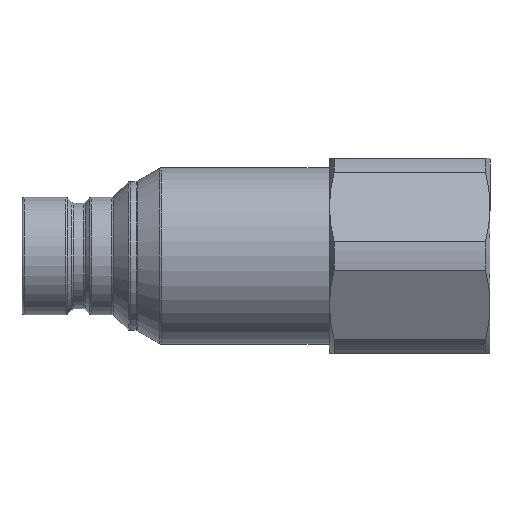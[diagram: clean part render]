
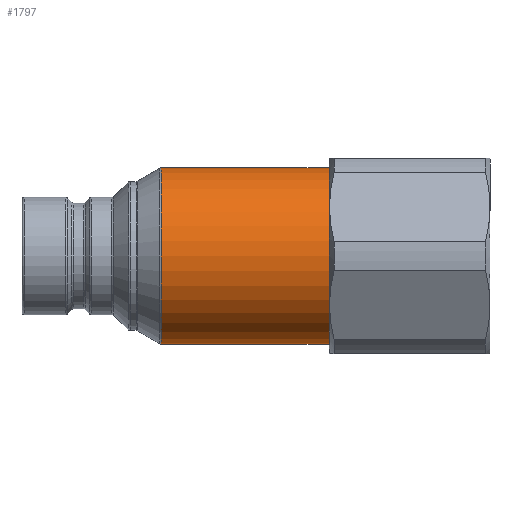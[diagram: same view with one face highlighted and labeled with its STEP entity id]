
A CAD part, front view. The second image highlights one B-rep face of the part: STEP entity #1797.
In plain terms, the highlighted cylindrical face has radius 22.5 mm (diameter 45 mm), a partial arc.
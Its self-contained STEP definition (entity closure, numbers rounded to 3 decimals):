
#24 = CARTESIAN_POINT ( 'NONE',  ( 35.583, 0., 0. ) ) ;
#36 = CARTESIAN_POINT ( 'NONE',  ( 78.45, 0., -22.5 ) ) ;
#102 = DIRECTION ( 'NONE',  ( 1., 0., 0. ) ) ;
#208 = CARTESIAN_POINT ( 'NONE',  ( 35.583, 0., 22.5 ) ) ;
#283 = CARTESIAN_POINT ( 'NONE',  ( 78.45, 0., 22.5 ) ) ;
#284 = CARTESIAN_POINT ( 'NONE',  ( 35.583, 0., -22.5 ) ) ;
#335 = DIRECTION ( 'NONE',  ( 0., 0., -1. ) ) ;
#365 = VERTEX_POINT ( 'NONE', #208 ) ;
#417 = VERTEX_POINT ( 'NONE', #36 ) ;
#444 = VERTEX_POINT ( 'NONE', #284 ) ;
#445 = VERTEX_POINT ( 'NONE', #283 ) ;
#476 = EDGE_LOOP ( 'NONE', ( #1115, #1114, #1113, #2203 ) ) ;
#648 = DIRECTION ( 'NONE',  ( 0., 0., 1. ) ) ;
#706 = DIRECTION ( 'NONE',  ( -1., 0., 0. ) ) ;
#758 = CARTESIAN_POINT ( 'NONE',  ( 78.45, 0., 0. ) ) ;
#798 = EDGE_CURVE ( 'NONE', #365, #444, #2339, .T. ) ;
#955 = EDGE_CURVE ( 'NONE', #417, #445, #996, .T. ) ;
#996 = CIRCLE ( 'NONE', #1957, 22.5 ) ;
#1066 = FACE_OUTER_BOUND ( 'NONE', #476, .T. ) ;
#1067 = CYLINDRICAL_SURFACE ( 'NONE', #2001, 22.5 ) ;
#1113 = ORIENTED_EDGE ( 'NONE', *, *, #1904, .T. ) ;
#1114 = ORIENTED_EDGE ( 'NONE', *, *, #955, .T. ) ;
#1115 = ORIENTED_EDGE ( 'NONE', *, *, #1902, .F. ) ;
#1699 = LINE ( 'NONE', #2538, #1701 ) ;
#1701 = VECTOR ( 'NONE', #2540, 1000. ) ;
#1704 = LINE ( 'NONE', #2533, #1705 ) ;
#1705 = VECTOR ( 'NONE', #2534, 1000. ) ;
#1797 = ADVANCED_FACE ( 'NONE', ( #1066 ), #1067, .T. ) ;
#1902 = EDGE_CURVE ( 'NONE', #417, #444, #1699, .T. ) ;
#1904 = EDGE_CURVE ( 'NONE', #445, #365, #1704, .T. ) ;
#1921 = AXIS2_PLACEMENT_3D ( 'NONE', #24, #102, #335 ) ;
#1957 = AXIS2_PLACEMENT_3D ( 'NONE', #758, #706, #648 ) ;
#2001 = AXIS2_PLACEMENT_3D ( 'NONE', #2176, #2199, #2125 ) ;
#2125 = DIRECTION ( 'NONE',  ( 0., 0., 1. ) ) ;
#2176 = CARTESIAN_POINT ( 'NONE',  ( 0., 0., 0. ) ) ;
#2199 = DIRECTION ( 'NONE',  ( -1., 0., 0. ) ) ;
#2203 = ORIENTED_EDGE ( 'NONE', *, *, #798, .T. ) ;
#2339 = CIRCLE ( 'NONE', #1921, 22.5 ) ;
#2533 = CARTESIAN_POINT ( 'NONE',  ( 0., 0., 22.5 ) ) ;
#2534 = DIRECTION ( 'NONE',  ( -1., 0., 0. ) ) ;
#2538 = CARTESIAN_POINT ( 'NONE',  ( 0., 0., -22.5 ) ) ;
#2540 = DIRECTION ( 'NONE',  ( -1., 0., 0. ) ) ;
